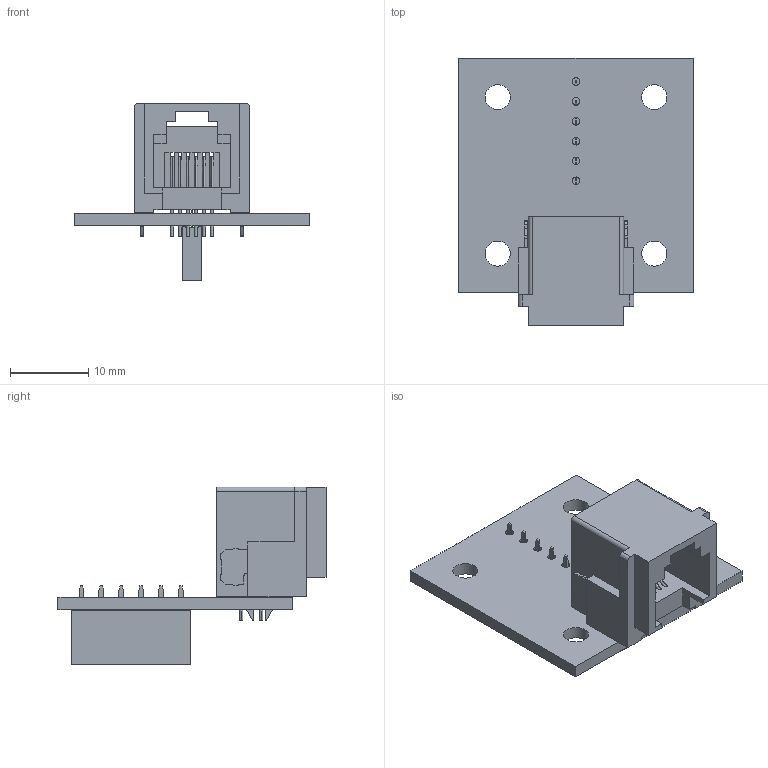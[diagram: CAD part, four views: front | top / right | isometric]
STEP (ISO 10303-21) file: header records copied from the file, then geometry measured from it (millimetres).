
FILE_DESCRIPTION(('KiCad electronic assembly'),'2;1');
FILE_NAME('Limit_to_RJ11.step','2022-02-01T15:07:13',('An Author'),( 'A Company'),'Open CASCADE STEP processor 6.9', 'KiCad to STEP converter','Unknown');
FILE_SCHEMA(('AUTOMOTIVE_DESIGN { 1 0 10303 214 1 1 1 1 }'));
Length unit declared in the file: millimetre
Products named in the file (6): Open CASCADE STEP translator 6.9 1; tm5rj3-66_50_; SOLID; PinSocket_1x06_P2.54mm_Vertical; COMPOUND
Assembly tree (5 placements, depth 3):
  Open CASCADE STEP translator 6.9 1
    tm5rj3-66_50_
      SOLID
    PinSocket_1x06_P2.54mm_Vertical
      SOLID
    COMPOUND
Bounding box: 30 x 34.25 x 22.7 mm (x, y, z)
Volume: 2927.8 mm3; surface area: 4407 mm2
Topology: 3 solids, 3 shells, 425 faces, 1134 edges, 744 vertices
Faces by surface type: plane 367, cylinder 58
Full cylindrical faces by diameter (mm): 1 x12, 2.4 x2, 3.2 x4
Entity records: 29671 total; most frequent: CARTESIAN_POINT 4961, DIRECTION 4352, LINE 3158, VECTOR 3158, ORIENTED_EDGE 2268, PCURVE 2268, DEFINITIONAL_REPRESENTATION 2268, EDGE_CURVE 1134
